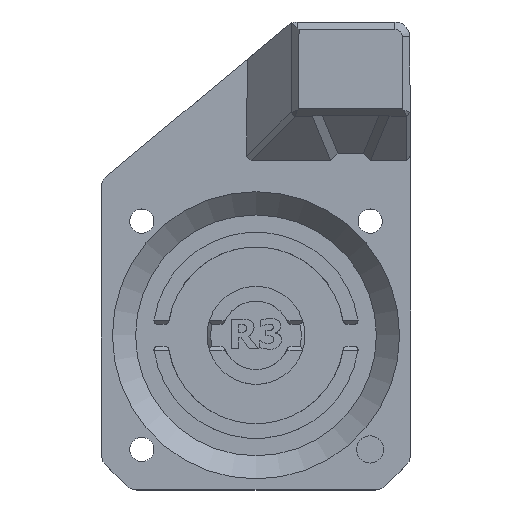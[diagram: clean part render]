
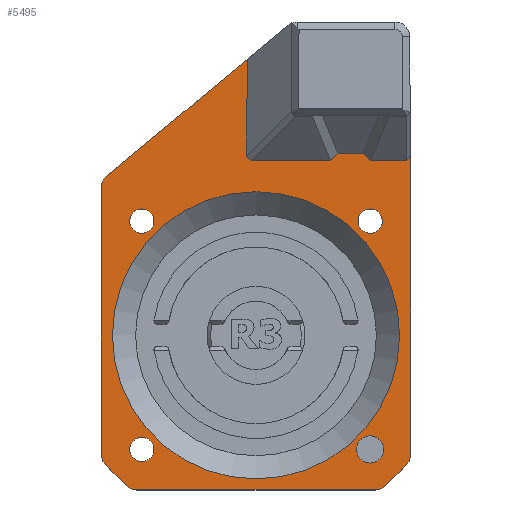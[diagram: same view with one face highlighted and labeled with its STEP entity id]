
A CAD part, top view. The second image highlights one B-rep face of the part: STEP entity #5495.
In plain terms, the highlighted planar face has unit normal (0, 0, 1).
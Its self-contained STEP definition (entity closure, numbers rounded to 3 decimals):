
#53=FACE_BOUND('',#883,.T.);
#54=FACE_BOUND('',#884,.T.);
#55=FACE_BOUND('',#885,.T.);
#56=FACE_BOUND('',#886,.T.);
#57=FACE_BOUND('',#887,.T.);
#323=PLANE('',#5853);
#560=FACE_OUTER_BOUND('',#882,.T.);
#882=EDGE_LOOP('',(#4379,#4380,#4381,#4382,#4383,#4384,#4385,#4386,#4387,
#4388,#4389,#4390,#4391,#4392,#4393,#4394,#4395,#4396,#4397,#4398,#4399));
#883=EDGE_LOOP('',(#4400));
#884=EDGE_LOOP('',(#4401));
#885=EDGE_LOOP('',(#4402));
#886=EDGE_LOOP('',(#4403));
#887=EDGE_LOOP('',(#4404));
#1326=LINE('',#8487,#1880);
#1347=LINE('',#8547,#1901);
#1352=LINE('',#8558,#1906);
#1358=LINE('',#8585,#1912);
#1359=LINE('',#8587,#1913);
#1360=LINE('',#8589,#1914);
#1361=LINE('',#8591,#1915);
#1362=LINE('',#8593,#1916);
#1363=LINE('',#8595,#1917);
#1364=LINE('',#8597,#1918);
#1365=LINE('',#8598,#1919);
#1366=LINE('',#8602,#1920);
#1367=LINE('',#8606,#1921);
#1368=LINE('',#8610,#1922);
#1369=LINE('',#8613,#1923);
#1880=VECTOR('',#6633,10.);
#1901=VECTOR('',#6696,10.);
#1906=VECTOR('',#6707,10.);
#1912=VECTOR('',#6731,10.);
#1913=VECTOR('',#6732,10.);
#1914=VECTOR('',#6733,10.);
#1915=VECTOR('',#6734,10.);
#1916=VECTOR('',#6735,10.);
#1917=VECTOR('',#6736,10.);
#1918=VECTOR('',#6737,10.);
#1919=VECTOR('',#6738,10.);
#1920=VECTOR('',#6741,10.);
#1921=VECTOR('',#6744,10.);
#1922=VECTOR('',#6747,10.);
#1923=VECTOR('',#6750,10.);
#2214=CIRCLE('',#5837,2.);
#2215=CIRCLE('',#5843,2.);
#2223=CIRCLE('',#5854,2.);
#2224=CIRCLE('',#5855,2.);
#2225=CIRCLE('',#5856,2.);
#2226=CIRCLE('',#5857,2.);
#2227=CIRCLE('',#5858,19.5);
#2228=CIRCLE('',#5859,1.65);
#2229=CIRCLE('',#5860,1.65);
#2230=CIRCLE('',#5861,1.65);
#2231=CIRCLE('',#5862,1.85);
#2536=VERTEX_POINT('',#8484);
#2537=VERTEX_POINT('',#8486);
#2552=VERTEX_POINT('',#8534);
#2554=VERTEX_POINT('',#8544);
#2555=VERTEX_POINT('',#8546);
#2556=VERTEX_POINT('',#8550);
#2558=VERTEX_POINT('',#8556);
#2570=VERTEX_POINT('',#8584);
#2571=VERTEX_POINT('',#8586);
#2572=VERTEX_POINT('',#8588);
#2573=VERTEX_POINT('',#8590);
#2574=VERTEX_POINT('',#8592);
#2575=VERTEX_POINT('',#8594);
#2576=VERTEX_POINT('',#8596);
#2577=VERTEX_POINT('',#8599);
#2578=VERTEX_POINT('',#8601);
#2579=VERTEX_POINT('',#8603);
#2580=VERTEX_POINT('',#8605);
#2581=VERTEX_POINT('',#8607);
#2582=VERTEX_POINT('',#8609);
#2583=VERTEX_POINT('',#8611);
#2584=VERTEX_POINT('',#8614);
#2585=VERTEX_POINT('',#8616);
#2586=VERTEX_POINT('',#8618);
#2587=VERTEX_POINT('',#8620);
#2588=VERTEX_POINT('',#8622);
#3177=EDGE_CURVE('',#2536,#2537,#1326,.T.);
#3201=EDGE_CURVE('',#2537,#2552,#2214,.T.);
#3207=EDGE_CURVE('',#2554,#2555,#1347,.T.);
#3210=EDGE_CURVE('',#2556,#2554,#2215,.T.);
#3213=EDGE_CURVE('',#2558,#2556,#1352,.T.);
#3226=EDGE_CURVE('',#2570,#2536,#1358,.F.);
#3227=EDGE_CURVE('',#2571,#2570,#1359,.T.);
#3228=EDGE_CURVE('',#2572,#2571,#1360,.T.);
#3229=EDGE_CURVE('',#2573,#2572,#1361,.T.);
#3230=EDGE_CURVE('',#2574,#2573,#1362,.T.);
#3231=EDGE_CURVE('',#2575,#2574,#1363,.T.);
#3232=EDGE_CURVE('',#2576,#2575,#1364,.F.);
#3233=EDGE_CURVE('',#2555,#2576,#1365,.T.);
#3234=EDGE_CURVE('',#2577,#2558,#2223,.T.);
#3235=EDGE_CURVE('',#2578,#2577,#1366,.T.);
#3236=EDGE_CURVE('',#2579,#2578,#2224,.T.);
#3237=EDGE_CURVE('',#2579,#2580,#1367,.T.);
#3238=EDGE_CURVE('',#2581,#2580,#2225,.T.);
#3239=EDGE_CURVE('',#2582,#2581,#1368,.T.);
#3240=EDGE_CURVE('',#2583,#2582,#2226,.T.);
#3241=EDGE_CURVE('',#2583,#2552,#1369,.T.);
#3242=EDGE_CURVE('',#2584,#2584,#2227,.T.);
#3243=EDGE_CURVE('',#2585,#2585,#2228,.T.);
#3244=EDGE_CURVE('',#2586,#2586,#2229,.T.);
#3245=EDGE_CURVE('',#2587,#2587,#2230,.T.);
#3246=EDGE_CURVE('',#2588,#2588,#2231,.T.);
#4379=ORIENTED_EDGE('',*,*,#3201,.F.);
#4380=ORIENTED_EDGE('',*,*,#3177,.F.);
#4381=ORIENTED_EDGE('',*,*,#3226,.F.);
#4382=ORIENTED_EDGE('',*,*,#3227,.F.);
#4383=ORIENTED_EDGE('',*,*,#3228,.F.);
#4384=ORIENTED_EDGE('',*,*,#3229,.F.);
#4385=ORIENTED_EDGE('',*,*,#3230,.F.);
#4386=ORIENTED_EDGE('',*,*,#3231,.F.);
#4387=ORIENTED_EDGE('',*,*,#3232,.F.);
#4388=ORIENTED_EDGE('',*,*,#3233,.F.);
#4389=ORIENTED_EDGE('',*,*,#3207,.F.);
#4390=ORIENTED_EDGE('',*,*,#3210,.F.);
#4391=ORIENTED_EDGE('',*,*,#3213,.F.);
#4392=ORIENTED_EDGE('',*,*,#3234,.F.);
#4393=ORIENTED_EDGE('',*,*,#3235,.F.);
#4394=ORIENTED_EDGE('',*,*,#3236,.F.);
#4395=ORIENTED_EDGE('',*,*,#3237,.T.);
#4396=ORIENTED_EDGE('',*,*,#3238,.F.);
#4397=ORIENTED_EDGE('',*,*,#3239,.F.);
#4398=ORIENTED_EDGE('',*,*,#3240,.F.);
#4399=ORIENTED_EDGE('',*,*,#3241,.T.);
#4400=ORIENTED_EDGE('',*,*,#3242,.T.);
#4401=ORIENTED_EDGE('',*,*,#3243,.T.);
#4402=ORIENTED_EDGE('',*,*,#3244,.T.);
#4403=ORIENTED_EDGE('',*,*,#3245,.T.);
#4404=ORIENTED_EDGE('',*,*,#3246,.T.);
#5495=ADVANCED_FACE('',(#560,#53,#54,#55,#56,#57),#323,.T.);
#5837=AXIS2_PLACEMENT_3D('',#8535,#6682,#6683);
#5843=AXIS2_PLACEMENT_3D('',#8552,#6701,#6702);
#5853=AXIS2_PLACEMENT_3D('',#8583,#6729,#6730);
#5854=AXIS2_PLACEMENT_3D('',#8600,#6739,#6740);
#5855=AXIS2_PLACEMENT_3D('',#8604,#6742,#6743);
#5856=AXIS2_PLACEMENT_3D('',#8608,#6745,#6746);
#5857=AXIS2_PLACEMENT_3D('',#8612,#6748,#6749);
#5858=AXIS2_PLACEMENT_3D('',#8615,#6751,#6752);
#5859=AXIS2_PLACEMENT_3D('',#8617,#6753,#6754);
#5860=AXIS2_PLACEMENT_3D('',#8619,#6755,#6756);
#5861=AXIS2_PLACEMENT_3D('',#8621,#6757,#6758);
#5862=AXIS2_PLACEMENT_3D('',#8623,#6759,#6760);
#6633=DIRECTION('',(0.007,-1.,0.));
#6682=DIRECTION('center_axis',(0.,0.,-1.));
#6683=DIRECTION('ref_axis',(1.,0.003,0.));
#6696=DIRECTION('',(0.769,0.639,0.));
#6701=DIRECTION('center_axis',(0.,0.,-1.));
#6702=DIRECTION('ref_axis',(-0.905,0.425,0.));
#6707=DIRECTION('',(0.,1.,0.));
#6729=DIRECTION('center_axis',(0.,0.,1.));
#6730=DIRECTION('ref_axis',(1.,0.,0.));
#6731=DIRECTION('',(-0.574,-0.819,0.));
#6732=DIRECTION('',(1.,0.,0.));
#6733=DIRECTION('',(0.707,-0.707,0.));
#6734=DIRECTION('',(1.,0.,0.));
#6735=DIRECTION('',(0.707,0.707,0.));
#6736=DIRECTION('',(1.,0.,0.));
#6737=DIRECTION('',(-0.705,0.71,0.));
#6738=DIRECTION('',(-0.007,-1.,0.));
#6739=DIRECTION('center_axis',(0.,0.,-1.));
#6740=DIRECTION('ref_axis',(-0.924,-0.383,0.));
#6741=DIRECTION('',(-0.707,0.707,0.));
#6742=DIRECTION('center_axis',(0.,0.,-1.));
#6743=DIRECTION('ref_axis',(-0.383,-0.924,0.));
#6744=DIRECTION('',(1.,0.,0.));
#6745=DIRECTION('center_axis',(0.,0.,-1.));
#6746=DIRECTION('ref_axis',(0.383,-0.924,0.));
#6747=DIRECTION('',(-0.707,-0.707,0.));
#6748=DIRECTION('center_axis',(0.,0.,-1.));
#6749=DIRECTION('ref_axis',(0.924,-0.383,0.));
#6750=DIRECTION('',(0.,1.,0.));
#6751=DIRECTION('center_axis',(0.,0.,-1.));
#6752=DIRECTION('ref_axis',(1.,0.,0.));
#6753=DIRECTION('center_axis',(0.,0.,-1.));
#6754=DIRECTION('ref_axis',(-1.,0.,0.));
#6755=DIRECTION('center_axis',(0.,0.,-1.));
#6756=DIRECTION('ref_axis',(-1.,0.,0.));
#6757=DIRECTION('center_axis',(0.,0.,-1.));
#6758=DIRECTION('ref_axis',(-1.,0.,0.));
#6759=DIRECTION('center_axis',(0.,0.,-1.));
#6760=DIRECTION('ref_axis',(-1.,0.,0.));
#8484=CARTESIAN_POINT('',(20.976,24.407,0.1));
#8486=CARTESIAN_POINT('',(21.,21.007,0.1));
#8487=CARTESIAN_POINT('',(20.97,25.241,0.1));
#8534=CARTESIAN_POINT('',(21.,20.993,0.1));
#8535=CARTESIAN_POINT('Origin',(19.,20.993,0.1));
#8544=CARTESIAN_POINT('',(-20.279,21.6,0.1));
#8546=CARTESIAN_POINT('',(-1.185,37.48,0.1));
#8547=CARTESIAN_POINT('',(0.181,38.616,0.1));
#8550=CARTESIAN_POINT('',(-21.,20.062,0.1));
#8552=CARTESIAN_POINT('Origin',(-19.,20.062,0.1));
#8556=CARTESIAN_POINT('',(-21.,-16.172,0.1));
#8558=CARTESIAN_POINT('',(-21.,25.168,0.1));
#8583=CARTESIAN_POINT('Origin',(0.,0.,0.1));
#8584=CARTESIAN_POINT('',(20.481,23.7,0.1));
#8585=CARTESIAN_POINT('',(11.471,10.832,0.1));
#8586=CARTESIAN_POINT('',(15.565,23.7,0.1));
#8587=CARTESIAN_POINT('',(9.025,23.7,0.1));
#8588=CARTESIAN_POINT('',(14.565,24.7,0.1));
#8589=CARTESIAN_POINT('',(16.47,22.795,0.1));
#8590=CARTESIAN_POINT('',(11.135,24.7,0.1));
#8591=CARTESIAN_POINT('',(3.825,24.7,0.1));
#8592=CARTESIAN_POINT('',(10.135,23.7,0.1));
#8593=CARTESIAN_POINT('',(2.805,16.37,0.1));
#8594=CARTESIAN_POINT('',(-0.668,23.7,0.1));
#8595=CARTESIAN_POINT('',(9.025,23.7,0.1));
#8596=CARTESIAN_POINT('',(-1.277,24.314,0.1));
#8597=CARTESIAN_POINT('',(5.271,17.72,0.1));
#8598=CARTESIAN_POINT('',(-1.298,21.276,0.1));
#8599=CARTESIAN_POINT('',(-20.414,-17.586,0.1));
#8600=CARTESIAN_POINT('Origin',(-19.,-16.172,0.1));
#8601=CARTESIAN_POINT('',(-17.586,-20.414,0.1));
#8602=CARTESIAN_POINT('',(-19.,-19.,0.1));
#8603=CARTESIAN_POINT('',(-16.172,-21.,0.1));
#8604=CARTESIAN_POINT('Origin',(-16.172,-19.,0.1));
#8605=CARTESIAN_POINT('',(16.172,-21.,0.1));
#8606=CARTESIAN_POINT('',(-21.,-21.,0.1));
#8607=CARTESIAN_POINT('',(17.586,-20.414,0.1));
#8608=CARTESIAN_POINT('Origin',(16.172,-19.,0.1));
#8609=CARTESIAN_POINT('',(20.414,-17.586,0.1));
#8610=CARTESIAN_POINT('',(19.,-19.,0.1));
#8611=CARTESIAN_POINT('',(21.,-16.172,0.1));
#8612=CARTESIAN_POINT('Origin',(19.,-16.172,0.1));
#8613=CARTESIAN_POINT('',(21.,-21.,0.1));
#8614=CARTESIAN_POINT('',(-19.5,0.,0.1));
#8615=CARTESIAN_POINT('Origin',(0.,0.,0.1));
#8616=CARTESIAN_POINT('',(-13.85,15.5,0.1));
#8617=CARTESIAN_POINT('Origin',(-15.5,15.5,0.1));
#8618=CARTESIAN_POINT('',(-13.85,-15.5,0.1));
#8619=CARTESIAN_POINT('Origin',(-15.5,-15.5,0.1));
#8620=CARTESIAN_POINT('',(17.15,15.5,0.1));
#8621=CARTESIAN_POINT('Origin',(15.5,15.5,0.1));
#8622=CARTESIAN_POINT('',(17.35,-15.5,0.1));
#8623=CARTESIAN_POINT('Origin',(15.5,-15.5,0.1));
